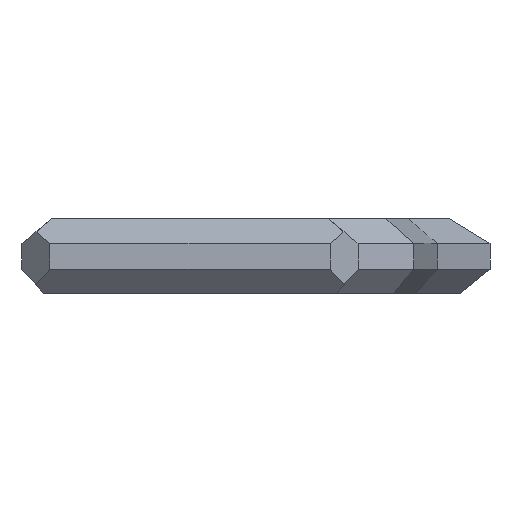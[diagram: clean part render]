
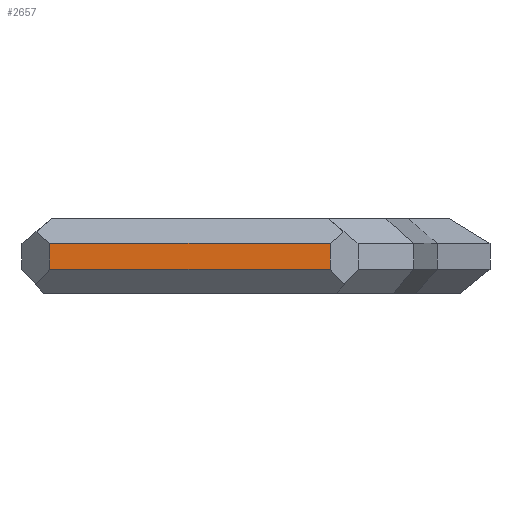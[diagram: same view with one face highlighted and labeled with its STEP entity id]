
A CAD part, front view. The second image highlights one B-rep face of the part: STEP entity #2657.
In plain terms, the highlighted planar face has unit normal (0, -1, 0).
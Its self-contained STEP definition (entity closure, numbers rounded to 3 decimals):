
#2393=CARTESIAN_POINT('',(26.884,-168.178,6.));
#2394=VERTEX_POINT('',#2393);
#2403=CARTESIAN_POINT('',(-43.371,-168.178,6.));
#2404=VERTEX_POINT('',#2403);
#2405=CARTESIAN_POINT('',(-43.371,-168.178,6.));
#2406=DIRECTION('',(1.,-0.,0.));
#2407=VECTOR('',#2406,70.254);
#2408=LINE('',#2405,#2407);
#2409=EDGE_CURVE('NONE',#2404,#2394,#2408,.T.);
#2627=CARTESIAN_POINT('',(33.884,-168.178,12.5));
#2628=DIRECTION('',(-0.,-1.,0.));
#2629=DIRECTION('',(-1.,0.,-0.));
#2630=AXIS2_PLACEMENT_3D('',#2627,#2628,#2629);
#2631=PLANE('',#2630);
#2632=CARTESIAN_POINT('',(26.884,-168.178,12.5));
#2633=VERTEX_POINT('',#2632);
#2634=CARTESIAN_POINT('',(26.884,-168.178,6.));
#2635=DIRECTION('',(-0.,0.,1.));
#2636=VECTOR('',#2635,6.5);
#2637=LINE('',#2634,#2636);
#2638=EDGE_CURVE('NONE',#2394,#2633,#2637,.T.);
#2639=ORIENTED_EDGE('',*,*,#2638,.T.);
#2640=CARTESIAN_POINT('',(-43.371,-168.178,12.5));
#2641=VERTEX_POINT('',#2640);
#2642=CARTESIAN_POINT('',(-43.371,-168.178,12.5));
#2643=DIRECTION('',(1.,-0.,-0.));
#2644=VECTOR('',#2643,70.254);
#2645=LINE('',#2642,#2644);
#2646=EDGE_CURVE('NONE',#2641,#2633,#2645,.T.);
#2647=ORIENTED_EDGE('',*,*,#2646,.F.);
#2648=CARTESIAN_POINT('',(-43.371,-168.178,6.));
#2649=DIRECTION('',(0.,0.,1.));
#2650=VECTOR('',#2649,6.5);
#2651=LINE('',#2648,#2650);
#2652=EDGE_CURVE('NONE',#2404,#2641,#2651,.T.);
#2653=ORIENTED_EDGE('',*,*,#2652,.F.);
#2654=ORIENTED_EDGE('',*,*,#2409,.T.);
#2655=EDGE_LOOP('',(#2639,#2647,#2653,#2654));
#2656=FACE_BOUND('',#2655,.T.);
#2657=ADVANCED_FACE('NONE',(#2656),#2631,.T.);
